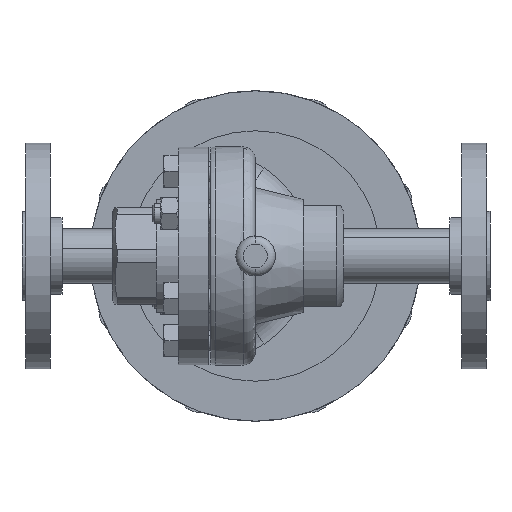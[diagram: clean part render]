
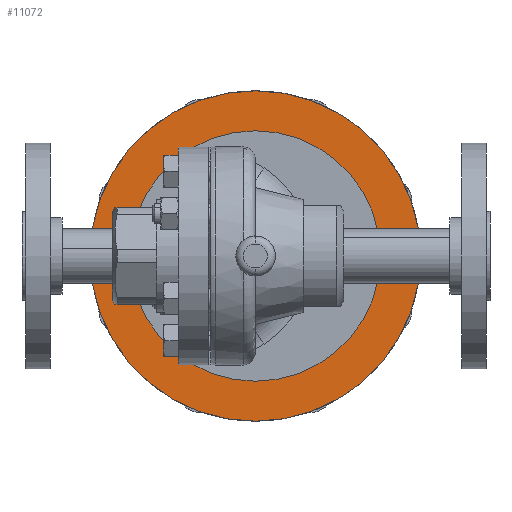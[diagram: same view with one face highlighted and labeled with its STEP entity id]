
A CAD part, front view. The second image highlights one B-rep face of the part: STEP entity #11072.
In plain terms, the highlighted planar face has unit normal (0, -1, 0).
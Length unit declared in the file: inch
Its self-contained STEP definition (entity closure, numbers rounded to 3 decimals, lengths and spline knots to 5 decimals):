
#60 = CARTESIAN_POINT ( 'NONE',  ( 0., 2.05, 0. ) ) ;
#480 = CARTESIAN_POINT ( 'NONE',  ( -2.565, 2.05, 0. ) ) ;
#535 = EDGE_CURVE ( 'NONE', #9482, #3248, #2672, .T. ) ;
#1150 = DIRECTION ( 'NONE',  ( 0., 1., 0. ) ) ;
#1195 = CARTESIAN_POINT ( 'NONE',  ( 0., 2.05, 0. ) ) ;
#1265 = DIRECTION ( 'NONE',  ( 0., 0., -1. ) ) ;
#1335 = EDGE_LOOP ( 'NONE', ( #7469, #7290 ) ) ;
#1376 = VERTEX_POINT ( 'NONE', #6842 ) ;
#2364 = DIRECTION ( 'NONE',  ( 0., 0., 1. ) ) ;
#2672 = CIRCLE ( 'NONE', #7298, 2.56 ) ;
#3248 = VERTEX_POINT ( 'NONE', #14071 ) ;
#3455 = ORIENTED_EDGE ( 'NONE', *, *, #9970, .F. ) ;
#3594 = AXIS2_PLACEMENT_3D ( 'NONE', #11805, #8379, #1265 ) ;
#3952 = DIRECTION ( 'NONE',  ( 0., -1., 0. ) ) ;
#6369 = DIRECTION ( 'NONE',  ( 0., 0., -1. ) ) ;
#6518 = PLANE ( 'NONE',  #10024 ) ;
#6842 = CARTESIAN_POINT ( 'NONE',  ( 0., 2.05, -1.94 ) ) ;
#7290 = ORIENTED_EDGE ( 'NONE', *, *, #13849, .F. ) ;
#7298 = AXIS2_PLACEMENT_3D ( 'NONE', #1195, #1150, #14277 ) ;
#7369 = VERTEX_POINT ( 'NONE', #13640 ) ;
#7469 = ORIENTED_EDGE ( 'NONE', *, *, #7867, .F. ) ;
#7867 = EDGE_CURVE ( 'NONE', #1376, #7369, #11177, .T. ) ;
#8379 = DIRECTION ( 'NONE',  ( 0., -1., 0. ) ) ;
#8595 = AXIS2_PLACEMENT_3D ( 'NONE', #13509, #3952, #6369 ) ;
#9267 = CARTESIAN_POINT ( 'NONE',  ( 0., 2.05, -2.56 ) ) ;
#9387 = DIRECTION ( 'NONE',  ( 0., 1., 0. ) ) ;
#9482 = VERTEX_POINT ( 'NONE', #9267 ) ;
#9599 = AXIS2_PLACEMENT_3D ( 'NONE', #60, #9387, #2364 ) ;
#9970 = EDGE_CURVE ( 'NONE', #3248, #9482, #11514, .T. ) ;
#10024 = AXIS2_PLACEMENT_3D ( 'NONE', #480, #11202, #13762 ) ;
#10188 = FACE_OUTER_BOUND ( 'NONE', #14216, .T. ) ;
#11072 = ADVANCED_FACE ( 'NONE', ( #13541, #10188 ), #6518, .F. ) ;
#11073 = ORIENTED_EDGE ( 'NONE', *, *, #535, .F. ) ;
#11177 = CIRCLE ( 'NONE', #3594, 1.94 ) ;
#11202 = DIRECTION ( 'NONE',  ( 0., 1., 0. ) ) ;
#11514 = CIRCLE ( 'NONE', #9599, 2.56 ) ;
#11805 = CARTESIAN_POINT ( 'NONE',  ( 0., 2.05, 0. ) ) ;
#13509 = CARTESIAN_POINT ( 'NONE',  ( 0., 2.05, 0. ) ) ;
#13541 = FACE_BOUND ( 'NONE', #1335, .T. ) ;
#13640 = CARTESIAN_POINT ( 'NONE',  ( 0., 2.05, 1.94 ) ) ;
#13762 = DIRECTION ( 'NONE',  ( 0., 0., 1. ) ) ;
#13849 = EDGE_CURVE ( 'NONE', #7369, #1376, #14970, .T. ) ;
#14071 = CARTESIAN_POINT ( 'NONE',  ( 0., 2.05, 2.56 ) ) ;
#14216 = EDGE_LOOP ( 'NONE', ( #11073, #3455 ) ) ;
#14277 = DIRECTION ( 'NONE',  ( 0., 0., 1. ) ) ;
#14970 = CIRCLE ( 'NONE', #8595, 1.94 ) ;
